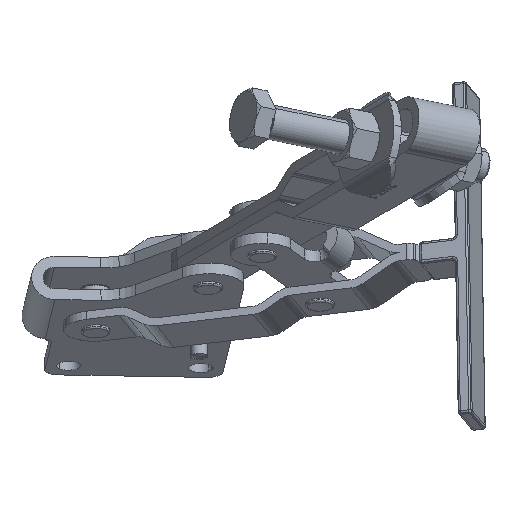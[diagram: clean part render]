
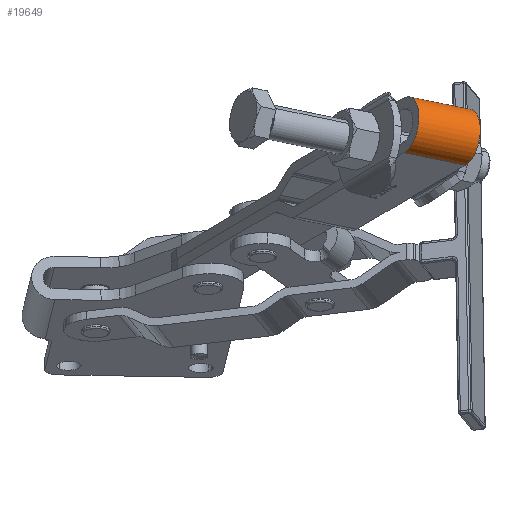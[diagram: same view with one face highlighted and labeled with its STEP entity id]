
A CAD part, top view. The second image highlights one B-rep face of the part: STEP entity #19649.
In plain terms, the highlighted cylindrical face has radius 10.1 mm (diameter 20.2 mm), a partial arc.
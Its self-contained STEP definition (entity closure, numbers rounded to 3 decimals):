
#18938=CARTESIAN_POINT('',(36.478,3.245,219.905));
#18939=VERTEX_POINT('',#18938);
#18946=CARTESIAN_POINT('',(15.244,7.61,232.358));
#18947=VERTEX_POINT('',#18946);
#18948=CARTESIAN_POINT('',(15.244,7.61,232.358));
#18949=DIRECTION('',(0.849,-0.175,-0.498));
#18950=VECTOR('',#18949,25.);
#18951=LINE('',#18948,#18950);
#18952=EDGE_CURVE('',#18947,#18939,#18951,.T.);
#19585=CARTESIAN_POINT('',(14.926,26.495,225.197));
#19586=VERTEX_POINT('',#19585);
#19593=CARTESIAN_POINT('',(36.16,22.131,212.744));
#19594=VERTEX_POINT('',#19593);
#19595=CARTESIAN_POINT('',(14.926,26.495,225.197));
#19596=DIRECTION('',(0.849,-0.175,-0.498));
#19597=VECTOR('',#19596,25.);
#19598=LINE('',#19595,#19597);
#19599=EDGE_CURVE('',#19586,#19594,#19598,.T.);
#19626=CARTESIAN_POINT('',(15.085,17.052,228.777));
#19627=DIRECTION('',(0.849,-0.175,-0.498));
#19628=DIRECTION('',(-0.016,0.935,-0.355));
#19629=AXIS2_PLACEMENT_3D('',#19626,#19627,#19628);
#19630=CYLINDRICAL_SURFACE('',#19629,10.1);
#19631=CARTESIAN_POINT('',(36.319,12.688,216.325));
#19632=DIRECTION('',(-0.849,0.175,0.498));
#19633=DIRECTION('',(-0.016,0.935,-0.355));
#19634=AXIS2_PLACEMENT_3D('',#19631,#19632,#19633);
#19635=CIRCLE('',#19634,10.1);
#19636=EDGE_CURVE('',#18939,#19594,#19635,.T.);
#19637=ORIENTED_EDGE('',*,*,#19636,.T.);
#19638=ORIENTED_EDGE('',*,*,#19599,.F.);
#19639=CARTESIAN_POINT('',(15.085,17.052,228.777));
#19640=DIRECTION('',(0.849,-0.175,-0.498));
#19641=DIRECTION('',(-0.016,0.935,-0.355));
#19642=AXIS2_PLACEMENT_3D('',#19639,#19640,#19641);
#19643=CIRCLE('',#19642,10.1);
#19644=EDGE_CURVE('',#19586,#18947,#19643,.T.);
#19645=ORIENTED_EDGE('',*,*,#19644,.T.);
#19646=ORIENTED_EDGE('',*,*,#18952,.T.);
#19647=EDGE_LOOP('',(#19637,#19638,#19645,#19646));
#19648=FACE_OUTER_BOUND('',#19647,.T.);
#19649=ADVANCED_FACE('',(#19648),#19630,.T.);
